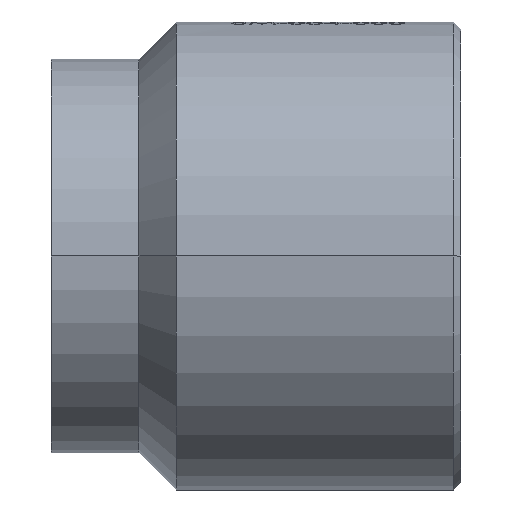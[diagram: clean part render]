
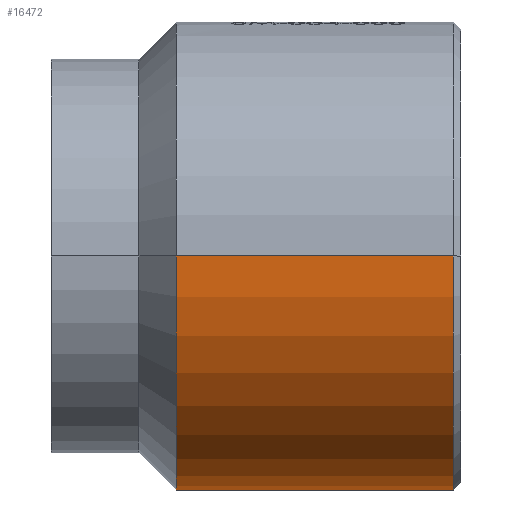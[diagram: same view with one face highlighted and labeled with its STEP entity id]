
A CAD part, front view. The second image highlights one B-rep face of the part: STEP entity #16472.
In plain terms, the highlighted cylindrical face has radius 16 mm (diameter 32 mm), a partial arc.
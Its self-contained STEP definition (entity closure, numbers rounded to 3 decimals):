
#185 = DIRECTION ( 'NONE',  ( 1., 0., 0. ) ) ;
#710 = DIRECTION ( 'NONE',  ( 0., 1., 0. ) ) ;
#1023 = CARTESIAN_POINT ( 'NONE',  ( -19.45, -16., 0. ) ) ;
#1603 = ORIENTED_EDGE ( 'NONE', *, *, #6932, .F. ) ;
#1910 = CIRCLE ( 'NONE', #15581, 16. ) ;
#2262 = VECTOR ( 'NONE', #185, 1000. ) ;
#2440 = LINE ( 'NONE', #13367, #4251 ) ;
#2470 = DIRECTION ( 'NONE',  ( 0., 1., 0. ) ) ;
#2575 = AXIS2_PLACEMENT_3D ( 'NONE', #3034, #2972, #8684 ) ;
#2972 = DIRECTION ( 'NONE',  ( 1., 0., 0. ) ) ;
#3034 = CARTESIAN_POINT ( 'NONE',  ( 0., 0., 0. ) ) ;
#3612 = CARTESIAN_POINT ( 'NONE',  ( -0.5, 0., 0. ) ) ;
#4251 = VECTOR ( 'NONE', #17377, 1000. ) ;
#4968 = ORIENTED_EDGE ( 'NONE', *, *, #17421, .T. ) ;
#5315 = CARTESIAN_POINT ( 'NONE',  ( -0.5, 16., 0. ) ) ;
#6311 = EDGE_CURVE ( 'NONE', #11179, #10202, #10884, .T. ) ;
#6932 = EDGE_CURVE ( 'NONE', #9438, #10461, #2440, .T. ) ;
#7090 = AXIS2_PLACEMENT_3D ( 'NONE', #13929, #11050, #2470 ) ;
#7260 = CARTESIAN_POINT ( 'NONE',  ( 0., 16., 0. ) ) ;
#8684 = DIRECTION ( 'NONE',  ( 0., 1., 0. ) ) ;
#9438 = VERTEX_POINT ( 'NONE', #1023 ) ;
#10202 = VERTEX_POINT ( 'NONE', #5315 ) ;
#10461 = VERTEX_POINT ( 'NONE', #13118 ) ;
#10884 = LINE ( 'NONE', #7260, #2262 ) ;
#11050 = DIRECTION ( 'NONE',  ( 1., 0., 0. ) ) ;
#11179 = VERTEX_POINT ( 'NONE', #15875 ) ;
#11988 = CYLINDRICAL_SURFACE ( 'NONE', #2575, 16. ) ;
#12409 = DIRECTION ( 'NONE',  ( -1., 0., 0. ) ) ;
#12989 = ORIENTED_EDGE ( 'NONE', *, *, #6311, .T. ) ;
#13118 = CARTESIAN_POINT ( 'NONE',  ( -0.5, -16., 0. ) ) ;
#13367 = CARTESIAN_POINT ( 'NONE',  ( 0., -16., 0. ) ) ;
#13929 = CARTESIAN_POINT ( 'NONE',  ( -19.45, 0., 0. ) ) ;
#14218 = ORIENTED_EDGE ( 'NONE', *, *, #17646, .T. ) ;
#15581 = AXIS2_PLACEMENT_3D ( 'NONE', #3612, #12409, #710 ) ;
#15875 = CARTESIAN_POINT ( 'NONE',  ( -19.45, 16., 0. ) ) ;
#16472 = ADVANCED_FACE ( 'NONE', ( #17653 ), #11988, .T. ) ;
#16906 = CIRCLE ( 'NONE', #7090, 16. ) ;
#17128 = EDGE_LOOP ( 'NONE', ( #1603, #14218, #12989, #4968 ) ) ;
#17377 = DIRECTION ( 'NONE',  ( 1., 0., 0. ) ) ;
#17421 = EDGE_CURVE ( 'NONE', #10202, #10461, #1910, .T. ) ;
#17646 = EDGE_CURVE ( 'NONE', #9438, #11179, #16906, .T. ) ;
#17653 = FACE_OUTER_BOUND ( 'NONE', #17128, .T. ) ;
